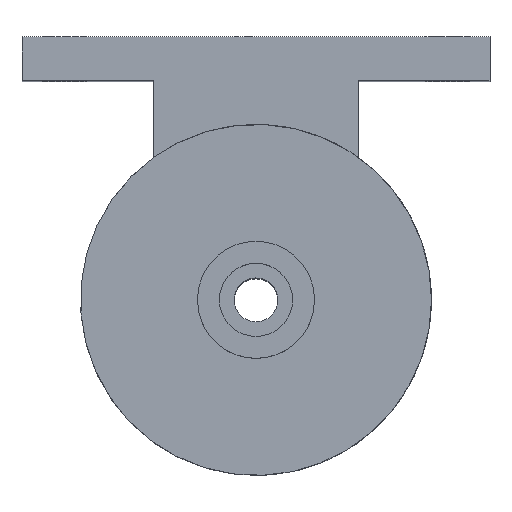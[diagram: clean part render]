
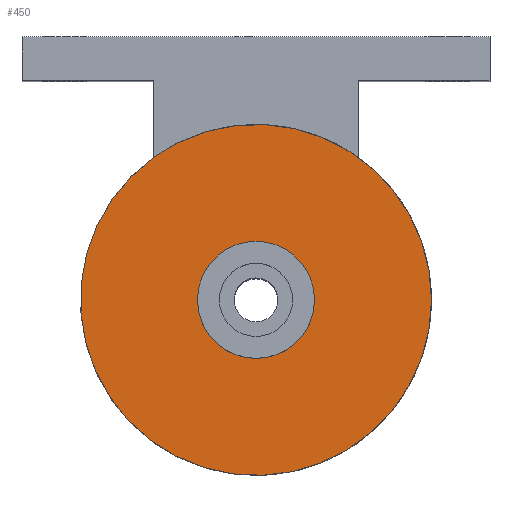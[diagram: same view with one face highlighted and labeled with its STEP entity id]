
A CAD part, top view. The second image highlights one B-rep face of the part: STEP entity #450.
In plain terms, the highlighted planar face has unit normal (0, 0, 1).
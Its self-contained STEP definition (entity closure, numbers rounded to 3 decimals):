
#84=PLANE('',#483);
#102=FACE_BOUND('',#156,.T.);
#125=FACE_OUTER_BOUND('',#155,.T.);
#155=EDGE_LOOP('',(#328));
#156=EDGE_LOOP('',(#329));
#202=CIRCLE('',#481,4.);
#203=CIRCLE('',#484,12.);
#225=VERTEX_POINT('',#671);
#226=VERTEX_POINT('',#675);
#268=EDGE_CURVE('',#225,#225,#202,.T.);
#269=EDGE_CURVE('',#226,#226,#203,.T.);
#328=ORIENTED_EDGE('',*,*,#269,.T.);
#329=ORIENTED_EDGE('',*,*,#268,.T.);
#450=ADVANCED_FACE('',(#125,#102),#84,.T.);
#481=AXIS2_PLACEMENT_3D('',#672,#538,#539);
#483=AXIS2_PLACEMENT_3D('',#674,#542,#543);
#484=AXIS2_PLACEMENT_3D('',#676,#544,#545);
#538=DIRECTION('center_axis',(0.,0.,-1.));
#539=DIRECTION('ref_axis',(-1.,0.,0.));
#542=DIRECTION('center_axis',(0.,0.,1.));
#543=DIRECTION('ref_axis',(1.,0.,0.));
#544=DIRECTION('center_axis',(0.,0.,1.));
#545=DIRECTION('ref_axis',(-1.,0.,0.));
#671=CARTESIAN_POINT('',(11.,-18.,39.));
#672=CARTESIAN_POINT('Origin',(7.,-18.,39.));
#674=CARTESIAN_POINT('Origin',(7.,-18.,39.));
#675=CARTESIAN_POINT('',(19.,-18.,39.));
#676=CARTESIAN_POINT('Origin',(7.,-18.,39.));
